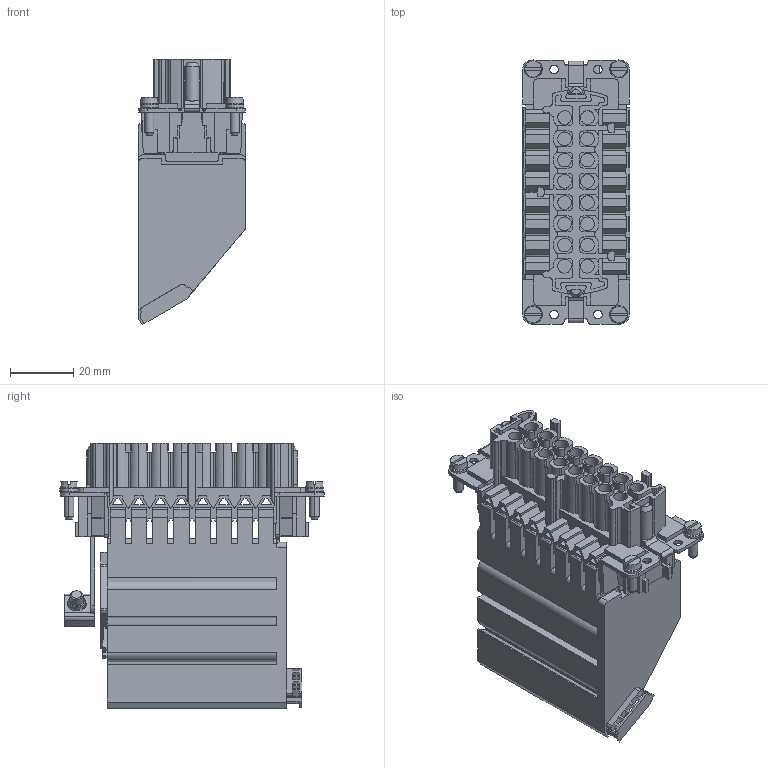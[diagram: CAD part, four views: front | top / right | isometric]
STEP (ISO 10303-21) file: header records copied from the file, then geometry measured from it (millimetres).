
FILE_DESCRIPTION(('CATIA V5 STEP Exchange','CAx-IF Rec.Pracs.--- Model Styling and Organization---1.4--- 2014-01-23'),'2;1');
FILE_NAME ('040139-6_0_1848580000_1848580000.stp','2020-07-03T07:11:17+00:00',('none'),('Weidmueller'),'CATIA Version 5-6 Release 2016 SP3 HF44','CATIA V5 STEP AP214','none');
FILE_SCHEMA(('AUTOMOTIVE_DESIGN { 1 0 10303 214 1 1 1 1 }'));
Length unit declared in the file: millimetre
Products named in the file (1): 1848580000
Bounding box: 34 x 83.33 x 83.8 mm (x, y, z)
Volume: 103935.1 mm3; surface area: 43549.6 mm2
Topology: 4 solids, 4 shells, 2280 faces, 6648 edges, 4421 vertices
Faces by surface type: plane 1517, cylinder 721, cone 21, bspline 21
Entity records: 80762 total; most frequent: CARTESIAN_POINT 22572, ORIENTED_EDGE 13292, DIRECTION 10074, EDGE_CURVE 6640, VECTOR 5001, LINE 5001, VERTEX_POINT 4409, AXIS2_PLACEMENT_3D 2898
